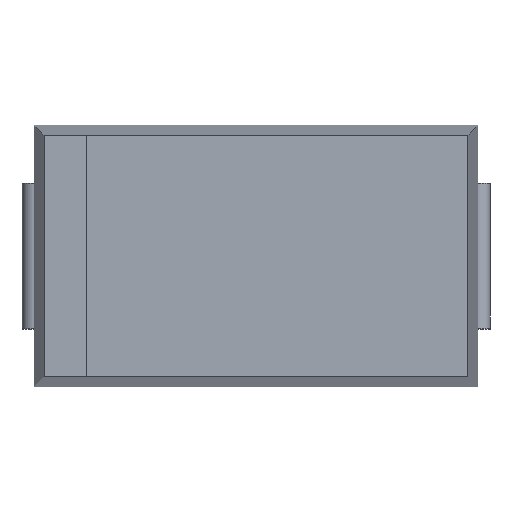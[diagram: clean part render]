
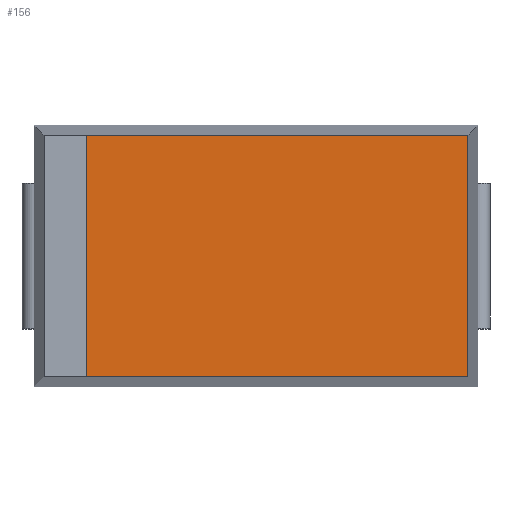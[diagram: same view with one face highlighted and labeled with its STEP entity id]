
A CAD part, top view. The second image highlights one B-rep face of the part: STEP entity #156.
In plain terms, the highlighted planar face has unit normal (0, 0, 1).
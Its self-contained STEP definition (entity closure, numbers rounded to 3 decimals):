
#11 = DIRECTION ( 'NONE',  ( 1., 0., 0. ) ) ;
#28 = CARTESIAN_POINT ( 'NONE',  ( -2.787, -1.987, 2.9 ) ) ;
#42 = ORIENTED_EDGE ( 'NONE', *, *, #215, .T. ) ;
#61 = VERTEX_POINT ( 'NONE', #1217 ) ;
#91 = DIRECTION ( 'NONE',  ( -1., 0., 0. ) ) ;
#135 = EDGE_LOOP ( 'NONE', ( #1021, #564, #408, #42 ) ) ;
#145 = VERTEX_POINT ( 'NONE', #28 ) ;
#156 = ADVANCED_FACE ( 'NONE', ( #726 ), #244, .T. ) ;
#170 = EDGE_CURVE ( 'NONE', #61, #312, #325, .T. ) ;
#179 = CARTESIAN_POINT ( 'NONE',  ( -2.787, -1.987, 2.9 ) ) ;
#215 = EDGE_CURVE ( 'NONE', #312, #1239, #1048, .T. ) ;
#244 = PLANE ( 'NONE',  #966 ) ;
#253 = VECTOR ( 'NONE', #378, 1000. ) ;
#254 = CARTESIAN_POINT ( 'NONE',  ( -2.787, 1.987, 2.9 ) ) ;
#312 = VERTEX_POINT ( 'NONE', #872 ) ;
#325 = LINE ( 'NONE', #436, #443 ) ;
#347 = DIRECTION ( 'NONE',  ( 0., 0., 1. ) ) ;
#378 = DIRECTION ( 'NONE',  ( 0., 1., 0. ) ) ;
#403 = EDGE_CURVE ( 'NONE', #145, #61, #1197, .T. ) ;
#408 = ORIENTED_EDGE ( 'NONE', *, *, #170, .T. ) ;
#436 = CARTESIAN_POINT ( 'NONE',  ( 3.487, 2.15, 2.9 ) ) ;
#443 = VECTOR ( 'NONE', #821, 1000. ) ;
#528 = CARTESIAN_POINT ( 'NONE',  ( 0., 0., 2.9 ) ) ;
#564 = ORIENTED_EDGE ( 'NONE', *, *, #403, .T. ) ;
#667 = LINE ( 'NONE', #179, #253 ) ;
#726 = FACE_OUTER_BOUND ( 'NONE', #135, .T. ) ;
#769 = CARTESIAN_POINT ( 'NONE',  ( -3.65, 1.987, 2.9 ) ) ;
#812 = EDGE_CURVE ( 'NONE', #145, #1239, #667, .T. ) ;
#821 = DIRECTION ( 'NONE',  ( 0., 1., 0. ) ) ;
#872 = CARTESIAN_POINT ( 'NONE',  ( 3.487, 1.987, 2.9 ) ) ;
#891 = CARTESIAN_POINT ( 'NONE',  ( 3.65, -1.987, 2.9 ) ) ;
#917 = DIRECTION ( 'NONE',  ( 1., 0., 0. ) ) ;
#966 = AXIS2_PLACEMENT_3D ( 'NONE', #528, #347, #917 ) ;
#1021 = ORIENTED_EDGE ( 'NONE', *, *, #812, .F. ) ;
#1048 = LINE ( 'NONE', #769, #1215 ) ;
#1197 = LINE ( 'NONE', #891, #1234 ) ;
#1215 = VECTOR ( 'NONE', #91, 1000. ) ;
#1217 = CARTESIAN_POINT ( 'NONE',  ( 3.487, -1.987, 2.9 ) ) ;
#1234 = VECTOR ( 'NONE', #11, 1000. ) ;
#1239 = VERTEX_POINT ( 'NONE', #254 ) ;
